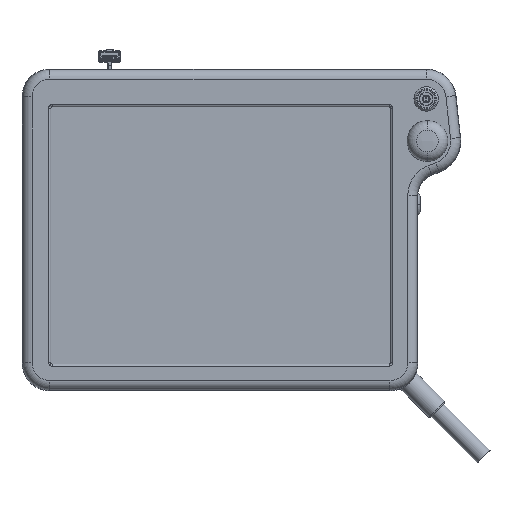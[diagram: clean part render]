
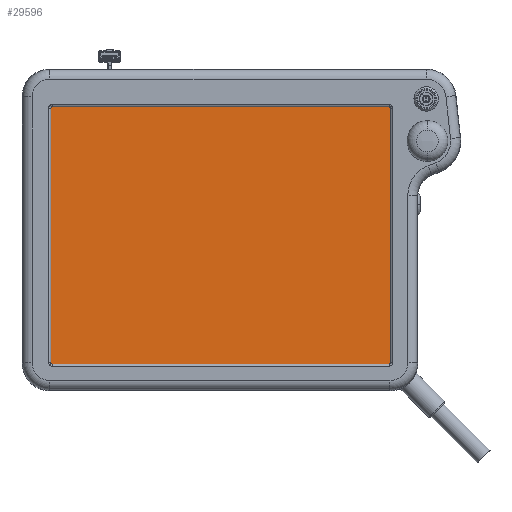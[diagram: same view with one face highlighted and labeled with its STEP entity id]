
A CAD part, top view. The second image highlights one B-rep face of the part: STEP entity #29596.
In plain terms, the highlighted planar face has unit normal (0, 0, 1).
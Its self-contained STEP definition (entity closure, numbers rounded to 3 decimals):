
#1693 = ORIENTED_EDGE ( 'NONE', *, *, #89951, .F. ) ;
#2135 = DIRECTION ( 'NONE',  ( 0., -1., 0. ) ) ;
#2365 = EDGE_CURVE ( 'NONE', #4939, #77544, #11270, .T. ) ;
#2769 = CARTESIAN_POINT ( 'NONE',  ( -203.218, -71.84, 19.6 ) ) ;
#2830 = FACE_OUTER_BOUND ( 'NONE', #56036, .T. ) ;
#4939 = VERTEX_POINT ( 'NONE', #91531 ) ;
#7372 = ORIENTED_EDGE ( 'NONE', *, *, #103230, .F. ) ;
#8072 = DIRECTION ( 'NONE',  ( 0., 0., -1. ) ) ;
#9250 = CARTESIAN_POINT ( 'NONE',  ( -202.632, -71.84, 19.6 ) ) ;
#10826 = CARTESIAN_POINT ( 'NONE',  ( 46.054, -71.426, 19.6 ) ) ;
#11270 =( BOUNDED_CURVE ( )  B_SPLINE_CURVE ( 3, ( #18393, #98549, #107470, #90365 ),
 .UNSPECIFIED., .F., .F. ) 
 B_SPLINE_CURVE_WITH_KNOTS ( ( 4, 4 ),
 ( 5.499, 7.067 ),
 .UNSPECIFIED. ) 
 CURVE ( )  GEOMETRIC_REPRESENTATION_ITEM ( )  RATIONAL_B_SPLINE_CURVE ( ( 1., 0.805, 0.805, 1. ) ) 
 REPRESENTATION_ITEM ( '' )  );
#12287 = CARTESIAN_POINT ( 'NONE',  ( 46.054, 92.043, 19.6 ) ) ;
#14716 = PLANE ( 'NONE',  #15001 ) ;
#15001 = AXIS2_PLACEMENT_3D ( 'NONE', #79287, #8072, #114937 ) ;
#15544 = VERTEX_POINT ( 'NONE', #46294 ) ;
#18311 = LINE ( 'NONE', #32089, #62841 ) ;
#18393 = CARTESIAN_POINT ( 'NONE',  ( 45.056, 117.246, 19.6 ) ) ;
#20510 = CARTESIAN_POINT ( 'NONE',  ( 46.054, -70.841, 19.6 ) ) ;
#21427 = CARTESIAN_POINT ( 'NONE',  ( -203.631, -71.426, 19.6 ) ) ;
#21710 = CARTESIAN_POINT ( 'NONE',  ( -203.218, 117.246, 19.6 ) ) ;
#25249 = EDGE_CURVE ( 'NONE', #77544, #15544, #64237, .T. ) ;
#27562 = CARTESIAN_POINT ( 'NONE',  ( 45.641, -71.84, 19.6 ) ) ;
#27630 = ORIENTED_EDGE ( 'NONE', *, *, #25249, .F. ) ;
#27672 = CARTESIAN_POINT ( 'NONE',  ( 45.056, -71.84, 19.6 ) ) ;
#29596 = ADVANCED_FACE ( 'NONE', ( #2830 ), #14716, .F. ) ;
#29935 = ORIENTED_EDGE ( 'NONE', *, *, #104584, .F. ) ;
#32089 = CARTESIAN_POINT ( 'NONE',  ( -203.631, 92.043, 19.6 ) ) ;
#33005 = CARTESIAN_POINT ( 'NONE',  ( 46.054, 116.247, 19.6 ) ) ;
#33139 = VERTEX_POINT ( 'NONE', #27672 ) ;
#41290 = DIRECTION ( 'NONE',  ( 0., 1., 0. ) ) ;
#44121 =( BOUNDED_CURVE ( )  B_SPLINE_CURVE ( 3, ( #20510, #10826, #27562, #109196 ),
 .UNSPECIFIED., .F., .F. ) 
 B_SPLINE_CURVE_WITH_KNOTS ( ( 4, 4 ),
 ( 2.358, 3.926 ),
 .UNSPECIFIED. ) 
 CURVE ( )  GEOMETRIC_REPRESENTATION_ITEM ( )  RATIONAL_B_SPLINE_CURVE ( ( 1., 0.805, 0.805, 1. ) ) 
 REPRESENTATION_ITEM ( '' )  );
#46294 = CARTESIAN_POINT ( 'NONE',  ( 46.054, -70.841, 19.6 ) ) ;
#47725 = CARTESIAN_POINT ( 'NONE',  ( 73.212, -71.84, 19.6 ) ) ;
#56036 = EDGE_LOOP ( 'NONE', ( #27630, #101114, #1693, #29935, #81823, #105626, #7372, #80369 ) ) ;
#58980 = VECTOR ( 'NONE', #63902, 1000. ) ;
#62841 = VECTOR ( 'NONE', #41290, 1000. ) ;
#63902 = DIRECTION ( 'NONE',  ( 1., 0., 0. ) ) ;
#64237 = LINE ( 'NONE', #12287, #86655 ) ;
#64999 = CARTESIAN_POINT ( 'NONE',  ( -202.632, -71.84, 19.6 ) ) ;
#69167 = VECTOR ( 'NONE', #101067, 1000. ) ;
#71746 = EDGE_CURVE ( 'NONE', #15544, #33139, #44121, .T. ) ;
#74850 = VERTEX_POINT ( 'NONE', #77279 ) ;
#75020 = VERTEX_POINT ( 'NONE', #98949 ) ;
#77279 = CARTESIAN_POINT ( 'NONE',  ( -202.632, 117.246, 19.6 ) ) ;
#77544 = VERTEX_POINT ( 'NONE', #33005 ) ;
#78809 =( BOUNDED_CURVE ( )  B_SPLINE_CURVE ( 3, ( #102229, #111488, #21710, #112246 ),
 .UNSPECIFIED., .F., .F. ) 
 B_SPLINE_CURVE_WITH_KNOTS ( ( 4, 4 ),
 ( 2.358, 3.926 ),
 .UNSPECIFIED. ) 
 CURVE ( )  GEOMETRIC_REPRESENTATION_ITEM ( )  RATIONAL_B_SPLINE_CURVE ( ( 1., 0.805, 0.805, 1. ) ) 
 REPRESENTATION_ITEM ( '' )  );
#79287 = CARTESIAN_POINT ( 'NONE',  ( 73.212, 92.043, 19.6 ) ) ;
#80369 = ORIENTED_EDGE ( 'NONE', *, *, #71746, .F. ) ;
#81667 = LINE ( 'NONE', #47725, #69167 ) ;
#81823 = ORIENTED_EDGE ( 'NONE', *, *, #86798, .F. ) ;
#82729 = LINE ( 'NONE', #100904, #58980 ) ;
#82955 = CARTESIAN_POINT ( 'NONE',  ( -203.631, -70.841, 19.6 ) ) ;
#86655 = VECTOR ( 'NONE', #2135, 1000. ) ;
#86798 = EDGE_CURVE ( 'NONE', #95596, #75020, #18311, .T. ) ;
#88192 = VERTEX_POINT ( 'NONE', #9250 ) ;
#89951 = EDGE_CURVE ( 'NONE', #74850, #4939, #82729, .T. ) ;
#90086 =( BOUNDED_CURVE ( )  B_SPLINE_CURVE ( 3, ( #64999, #2769, #21427, #82955 ),
 .UNSPECIFIED., .F., .F. ) 
 B_SPLINE_CURVE_WITH_KNOTS ( ( 4, 4 ),
 ( 5.499, 7.067 ),
 .UNSPECIFIED. ) 
 CURVE ( )  GEOMETRIC_REPRESENTATION_ITEM ( )  RATIONAL_B_SPLINE_CURVE ( ( 1., 0.805, 0.805, 1. ) ) 
 REPRESENTATION_ITEM ( '' )  );
#90365 = CARTESIAN_POINT ( 'NONE',  ( 46.054, 116.247, 19.6 ) ) ;
#91531 = CARTESIAN_POINT ( 'NONE',  ( 45.056, 117.246, 19.6 ) ) ;
#94319 = CARTESIAN_POINT ( 'NONE',  ( -203.631, -70.841, 19.6 ) ) ;
#95596 = VERTEX_POINT ( 'NONE', #94319 ) ;
#98549 = CARTESIAN_POINT ( 'NONE',  ( 45.641, 117.246, 19.6 ) ) ;
#98949 = CARTESIAN_POINT ( 'NONE',  ( -203.631, 116.247, 19.6 ) ) ;
#100904 = CARTESIAN_POINT ( 'NONE',  ( 73.212, 117.246, 19.6 ) ) ;
#101067 = DIRECTION ( 'NONE',  ( -1., 0., 0. ) ) ;
#101114 = ORIENTED_EDGE ( 'NONE', *, *, #2365, .F. ) ;
#102229 = CARTESIAN_POINT ( 'NONE',  ( -203.631, 116.247, 19.6 ) ) ;
#103230 = EDGE_CURVE ( 'NONE', #33139, #88192, #81667, .T. ) ;
#104584 = EDGE_CURVE ( 'NONE', #75020, #74850, #78809, .T. ) ;
#105626 = ORIENTED_EDGE ( 'NONE', *, *, #106080, .F. ) ;
#106080 = EDGE_CURVE ( 'NONE', #88192, #95596, #90086, .T. ) ;
#107470 = CARTESIAN_POINT ( 'NONE',  ( 46.054, 116.833, 19.6 ) ) ;
#109196 = CARTESIAN_POINT ( 'NONE',  ( 45.056, -71.84, 19.6 ) ) ;
#111488 = CARTESIAN_POINT ( 'NONE',  ( -203.631, 116.833, 19.6 ) ) ;
#112246 = CARTESIAN_POINT ( 'NONE',  ( -202.632, 117.246, 19.6 ) ) ;
#114937 = DIRECTION ( 'NONE',  ( -1., 0., 0. ) ) ;
